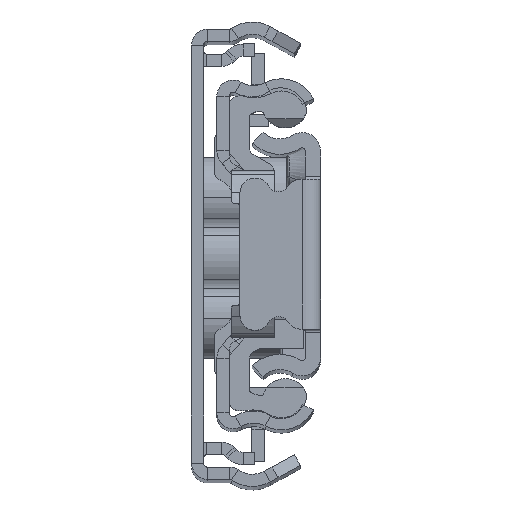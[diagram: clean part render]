
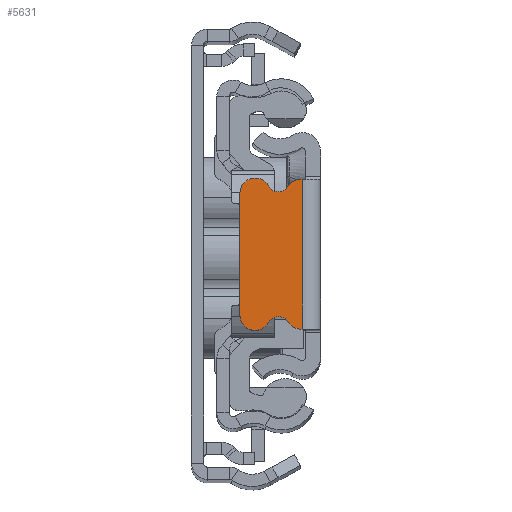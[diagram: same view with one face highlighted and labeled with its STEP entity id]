
A CAD part, top view. The second image highlights one B-rep face of the part: STEP entity #5631.
In plain terms, the highlighted planar face has unit normal (0, 0, 1).
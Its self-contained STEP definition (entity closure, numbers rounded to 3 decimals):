
#145 = CARTESIAN_POINT ( 'NONE',  ( -4.142, 7.236, 0. ) ) ;
#541 = LINE ( 'NONE', #21117, #17350 ) ;
#747 = ORIENTED_EDGE ( 'NONE', *, *, #14348, .F. ) ;
#1149 = ORIENTED_EDGE ( 'NONE', *, *, #7104, .T. ) ;
#1712 = DIRECTION ( 'NONE',  ( 0., 0., 1. ) ) ;
#1756 = CARTESIAN_POINT ( 'NONE',  ( -7.929, 6., 0. ) ) ;
#1781 = CARTESIAN_POINT ( 'NONE',  ( 194.071, 0., 0. ) ) ;
#2101 = FACE_OUTER_BOUND ( 'NONE', #12868, .T. ) ;
#2844 = DIRECTION ( 'NONE',  ( 0., -1., 0. ) ) ;
#3043 = VERTEX_POINT ( 'NONE', #9049 ) ;
#3443 = CARTESIAN_POINT ( 'NONE',  ( -4.142, -7.236, 0. ) ) ;
#3450 = ORIENTED_EDGE ( 'NONE', *, *, #17851, .T. ) ;
#3794 = ORIENTED_EDGE ( 'NONE', *, *, #11957, .T. ) ;
#4084 = LINE ( 'NONE', #5952, #11293 ) ;
#4122 = DIRECTION ( 'NONE',  ( -1., 0., 0. ) ) ;
#4171 = VERTEX_POINT ( 'NONE', #9689 ) ;
#4945 = CIRCLE ( 'NONE', #21561, 1.5 ) ;
#5100 = CARTESIAN_POINT ( 'NONE',  ( -1.929, -5.87, 0. ) ) ;
#5412 = CARTESIAN_POINT ( 'NONE',  ( -1.929, 7.37, 0. ) ) ;
#5462 = EDGE_CURVE ( 'NONE', #6713, #9388, #4945, .T. ) ;
#5596 = AXIS2_PLACEMENT_3D ( 'NONE', #145, #20194, #6566 ) ;
#5631 = ADVANCED_FACE ( 'NONE', ( #2101 ), #20288, .T. ) ;
#5893 = CARTESIAN_POINT ( 'NONE',  ( -6.429, 6., 0. ) ) ;
#5952 = CARTESIAN_POINT ( 'NONE',  ( -1.75, 0., 0. ) ) ;
#6080 = CARTESIAN_POINT ( 'NONE',  ( -7.929, -6., 0. ) ) ;
#6438 = EDGE_CURVE ( 'NONE', #8055, #7045, #9235, .T. ) ;
#6566 = DIRECTION ( 'NONE',  ( 1., 0., 0. ) ) ;
#6713 = VERTEX_POINT ( 'NONE', #6080 ) ;
#7045 = VERTEX_POINT ( 'NONE', #1756 ) ;
#7060 = DIRECTION ( 'NONE',  ( 1., 0., 0. ) ) ;
#7089 = DIRECTION ( 'NONE',  ( 1., 0., 0. ) ) ;
#7104 = EDGE_CURVE ( 'NONE', #7045, #6713, #541, .T. ) ;
#7726 = DIRECTION ( 'NONE',  ( 0., -1., 0. ) ) ;
#8046 = CARTESIAN_POINT ( 'NONE',  ( -1.75, 7.37, 0. ) ) ;
#8055 = VERTEX_POINT ( 'NONE', #14721 ) ;
#8364 = ORIENTED_EDGE ( 'NONE', *, *, #13822, .T. ) ;
#8454 = CIRCLE ( 'NONE', #5596, 1.1 ) ;
#8602 = VECTOR ( 'NONE', #7060, 1000. ) ;
#8995 = DIRECTION ( 'NONE',  ( 0., 0., -1. ) ) ;
#9049 = CARTESIAN_POINT ( 'NONE',  ( -3.206, -6.658, 0. ) ) ;
#9128 = DIRECTION ( 'NONE',  ( 0., 0., 1. ) ) ;
#9235 = CIRCLE ( 'NONE', #21610, 1.5 ) ;
#9388 = VERTEX_POINT ( 'NONE', #17585 ) ;
#9590 = LINE ( 'NONE', #11040, #17723 ) ;
#9689 = CARTESIAN_POINT ( 'NONE',  ( -1.929, -7.37, 0. ) ) ;
#10005 = EDGE_CURVE ( 'NONE', #10722, #10912, #16941, .T. ) ;
#10133 = CARTESIAN_POINT ( 'NONE',  ( -6.429, -6., 0. ) ) ;
#10722 = VERTEX_POINT ( 'NONE', #13333 ) ;
#10827 = ORIENTED_EDGE ( 'NONE', *, *, #5462, .T. ) ;
#10912 = VERTEX_POINT ( 'NONE', #8046 ) ;
#11040 = CARTESIAN_POINT ( 'NONE',  ( -1.929, -7.37, 0. ) ) ;
#11293 = VECTOR ( 'NONE', #2844, 1000. ) ;
#11496 = VERTEX_POINT ( 'NONE', #17316 ) ;
#11670 = DIRECTION ( 'NONE',  ( 1., 0., 0. ) ) ;
#11782 = DIRECTION ( 'NONE',  ( 0., 0., 1. ) ) ;
#11901 = DIRECTION ( 'NONE',  ( 0., 0., 1. ) ) ;
#11957 = EDGE_CURVE ( 'NONE', #9388, #3043, #15688, .T. ) ;
#12868 = EDGE_LOOP ( 'NONE', ( #747, #18267, #3450, #8364, #16261, #1149, #10827, #3794, #19349, #21786 ) ) ;
#13333 = CARTESIAN_POINT ( 'NONE',  ( -1.929, 7.37, 0. ) ) ;
#13521 = CIRCLE ( 'NONE', #20552, 1.5 ) ;
#13736 = CARTESIAN_POINT ( 'NONE',  ( -1.75, -7.37, 0. ) ) ;
#13822 = EDGE_CURVE ( 'NONE', #11496, #8055, #8454, .T. ) ;
#14348 = EDGE_CURVE ( 'NONE', #10912, #21796, #4084, .T. ) ;
#14721 = CARTESIAN_POINT ( 'NONE',  ( -5.109, 6.713, 0. ) ) ;
#15055 = EDGE_CURVE ( 'NONE', #3043, #4171, #16264, .T. ) ;
#15411 = DIRECTION ( 'NONE',  ( 1., 0., 0. ) ) ;
#15688 = CIRCLE ( 'NONE', #19561, 1.1 ) ;
#15752 = DIRECTION ( 'NONE',  ( -1., 0., 0. ) ) ;
#16261 = ORIENTED_EDGE ( 'NONE', *, *, #6438, .T. ) ;
#16264 = CIRCLE ( 'NONE', #18755, 1.5 ) ;
#16267 = AXIS2_PLACEMENT_3D ( 'NONE', #1781, #11901, #7089 ) ;
#16335 = DIRECTION ( 'NONE',  ( -1., 0., 0. ) ) ;
#16905 = DIRECTION ( 'NONE',  ( -1., 0., 0. ) ) ;
#16941 = LINE ( 'NONE', #5412, #8602 ) ;
#17316 = CARTESIAN_POINT ( 'NONE',  ( -3.206, 6.658, 0. ) ) ;
#17350 = VECTOR ( 'NONE', #7726, 1000. ) ;
#17585 = CARTESIAN_POINT ( 'NONE',  ( -5.109, -6.713, 0. ) ) ;
#17723 = VECTOR ( 'NONE', #16335, 1000. ) ;
#17851 = EDGE_CURVE ( 'NONE', #10722, #11496, #13521, .T. ) ;
#18267 = ORIENTED_EDGE ( 'NONE', *, *, #10005, .F. ) ;
#18755 = AXIS2_PLACEMENT_3D ( 'NONE', #5100, #11782, #15411 ) ;
#19199 = CARTESIAN_POINT ( 'NONE',  ( -1.929, 5.87, 0. ) ) ;
#19349 = ORIENTED_EDGE ( 'NONE', *, *, #15055, .T. ) ;
#19561 = AXIS2_PLACEMENT_3D ( 'NONE', #3443, #8995, #15752 ) ;
#19738 = DIRECTION ( 'NONE',  ( 0., 0., 1. ) ) ;
#20194 = DIRECTION ( 'NONE',  ( 0., 0., -1. ) ) ;
#20288 = PLANE ( 'NONE',  #16267 ) ;
#20552 = AXIS2_PLACEMENT_3D ( 'NONE', #19199, #1712, #16905 ) ;
#21117 = CARTESIAN_POINT ( 'NONE',  ( -7.929, -6., 0. ) ) ;
#21333 = EDGE_CURVE ( 'NONE', #21796, #4171, #9590, .T. ) ;
#21561 = AXIS2_PLACEMENT_3D ( 'NONE', #10133, #19738, #11670 ) ;
#21610 = AXIS2_PLACEMENT_3D ( 'NONE', #5893, #9128, #4122 ) ;
#21786 = ORIENTED_EDGE ( 'NONE', *, *, #21333, .F. ) ;
#21796 = VERTEX_POINT ( 'NONE', #13736 ) ;
